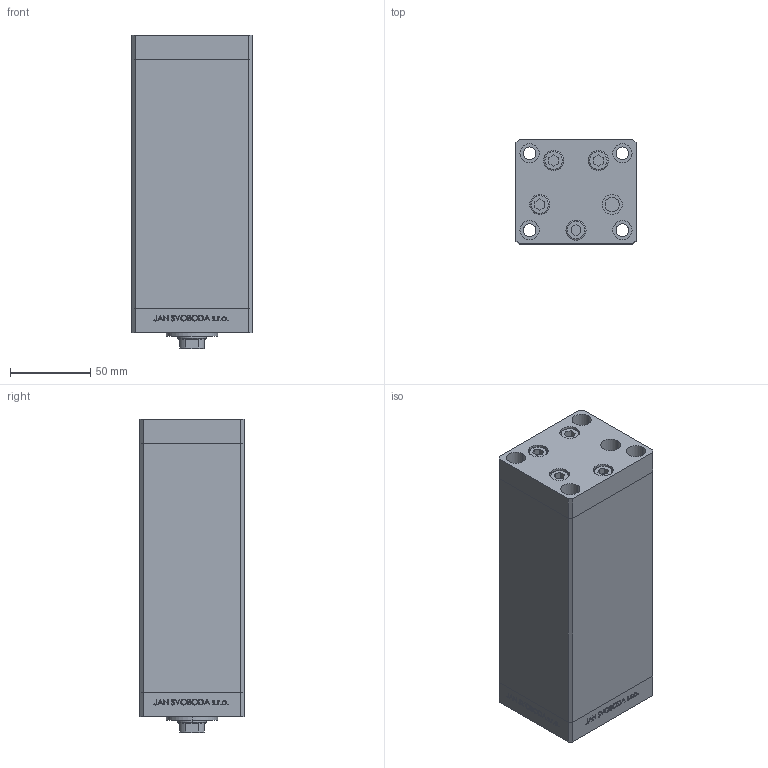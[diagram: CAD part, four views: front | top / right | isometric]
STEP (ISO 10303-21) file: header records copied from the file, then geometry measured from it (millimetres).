
FILE_DESCRIPTION (( 'STEP AP203' ), '1' );
FILE_NAME ('70ca.STEP', '2022-04-15T02:47:11', ( '' ), ( '' ), 'SwSTEP 2.0', 'SolidWorks 2019', '' );
FILE_SCHEMA (( 'CONFIG_CONTROL_DESIGN' ));
Length unit declared in the file: millimetre
Products named in the file (6): 70ca; V220C BACK_C 144f3a9d3b1d0e12c12f03af767ec2d3; V220C_C MIDDLE 144f3a9d3b1d0e12c12f03af767ec2d3; ALLEN BOLT 144f3a9d3b1d0e12c12f03af767ec2d3; V220C FRONT 144f3a9d3b1d0e12c12f03af767ec2d3; V220C_VC_C 144f3a9d3b1d0e12c12f03af767ec2d3
Assembly tree (13 placements, depth 2):
  70ca
    ALLEN BOLT 144f3a9d3b1d0e12c12f03af767ec2d3  x9
    V220C_C MIDDLE 144f3a9d3b1d0e12c12f03af767ec2d3
    V220C FRONT 144f3a9d3b1d0e12c12f03af767ec2d3
    V220C_VC_C 144f3a9d3b1d0e12c12f03af767ec2d3
    V220C BACK_C 144f3a9d3b1d0e12c12f03af767ec2d3
Bounding box: 75 x 65 x 196 mm (x, y, z)
Volume: 757889.4 mm3; surface area: 153912.4 mm2
Topology: 13 solids, 13 shells, 1169 faces, 2899 edges, 1903 vertices
Faces by surface type: plane 540, bspline 380, cylinder 167, cone 42, torus 40
Entity records: 49305 total; most frequent: CARTESIAN_POINT 26629, ORIENTED_EDGE 5058, DIRECTION 3305, EDGE_CURVE 2529, VERTEX_POINT 1679, VECTOR 1467, LINE 1467, EDGE_LOOP 1178
